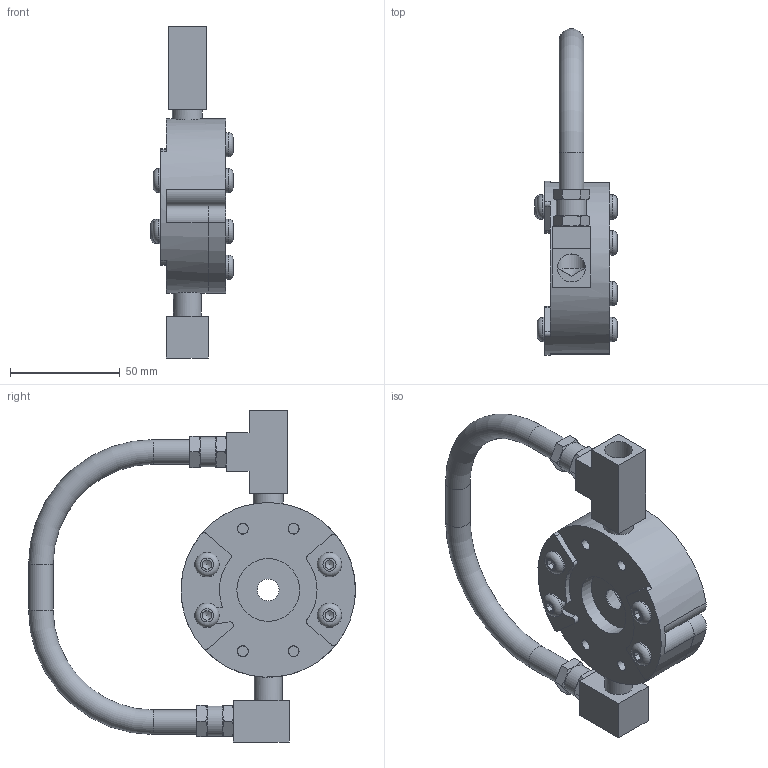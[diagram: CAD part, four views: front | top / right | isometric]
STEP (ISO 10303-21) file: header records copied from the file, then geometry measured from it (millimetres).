
FILE_DESCRIPTION(/* description */ (''),/* implementation_level */ '2;1');
FILE_NAME(/* name */ '2429.stp',/* time_stamp */ '2019-10-10T09:27:01-04:00',/* author */ ('Ryan Longshore'),/* organization */ (''),/* preprocessor_version */ 'ST-DEVELOPER v18',/* originating_system */ 'Autodesk Inventor 2020',/* authorisation */ '');
FILE_SCHEMA (('CONFIG_CONTROL_DESIGN'));
Length unit declared in the file: inch
Products named in the file (1): 2429
Bounding box: 37.55 x 148.72 x 151.05 mm (x, y, z)
Volume: 168866.5 mm3; surface area: 47306.8 mm2
Topology: 1 solids, 15 shells, 324 faces, 882 edges, 615 vertices
Faces by surface type: plane 184, cylinder 79, torus 32, cone 29
Full cylindrical faces by diameter (mm): 4.978 x8, 6.35 x12, 6.747 x8, 7.144 x3, 9.922 x1, 10.719 x2, 11.1 x12, 11.176 x3, 12.7 x4, 13.708 x2, 13.716 x1, 28.575 x1, 31.42 x1, 79.375 x1
Entity records: 11298 total; most frequent: CARTESIAN_POINT 2684, DIRECTION 1762, ORIENTED_EDGE 1732, EDGE_CURVE 866, AXIS2_PLACEMENT_3D 701, VERTEX_POINT 615, EDGE_LOOP 395, CIRCLE 374
